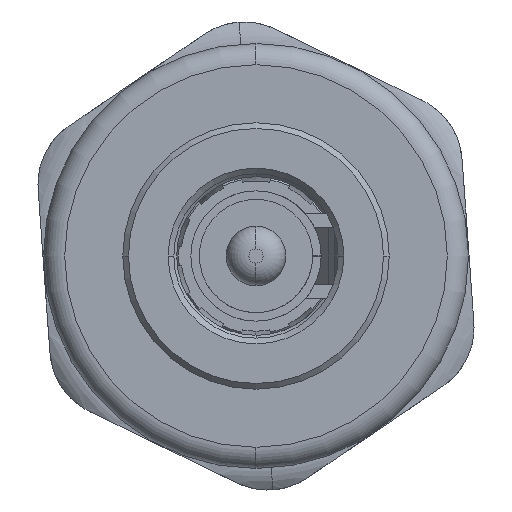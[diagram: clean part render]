
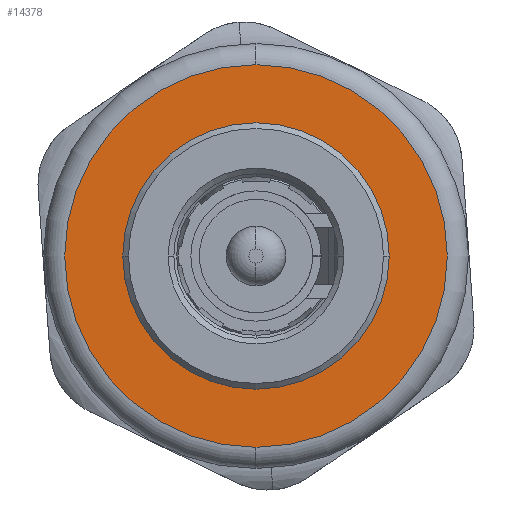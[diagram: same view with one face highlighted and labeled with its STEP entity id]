
A CAD part, left-side view. The second image highlights one B-rep face of the part: STEP entity #14378.
In plain terms, the highlighted planar face has unit normal (-1, 0, 0).
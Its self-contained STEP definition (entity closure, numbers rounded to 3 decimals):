
#310 = ORIENTED_EDGE ( 'NONE', *, *, #2624, .T. ) ;
#502 = DIRECTION ( 'NONE',  ( -1., 0., 0. ) ) ;
#2624 = EDGE_CURVE ( 'NONE', #21040, #12707, #8723, .T. ) ;
#2958 = CIRCLE ( 'NONE', #9034, 6.75 ) ;
#3001 = DIRECTION ( 'NONE',  ( 0., 0., 1. ) ) ;
#3568 = CARTESIAN_POINT ( 'NONE',  ( 0., 0., 6.75 ) ) ;
#3816 = EDGE_LOOP ( 'NONE', ( #310, #20373 ) ) ;
#6354 = CARTESIAN_POINT ( 'NONE',  ( 0., 0., -4.7 ) ) ;
#6707 = AXIS2_PLACEMENT_3D ( 'NONE', #22156, #502, #10126 ) ;
#8341 = CARTESIAN_POINT ( 'NONE',  ( 0., 0., 0. ) ) ;
#8653 = EDGE_CURVE ( 'NONE', #12707, #21040, #2958, .T. ) ;
#8682 = PLANE ( 'NONE',  #12621 ) ;
#8723 = CIRCLE ( 'NONE', #6707, 6.75 ) ;
#9034 = AXIS2_PLACEMENT_3D ( 'NONE', #19437, #22280, #3001 ) ;
#10126 = DIRECTION ( 'NONE',  ( 0., 0., 1. ) ) ;
#12321 = VERTEX_POINT ( 'NONE', #6354 ) ;
#12621 = AXIS2_PLACEMENT_3D ( 'NONE', #13908, #28506, #14066 ) ;
#12707 = VERTEX_POINT ( 'NONE', #20045 ) ;
#12764 = DIRECTION ( 'NONE',  ( 0., 0., 1. ) ) ;
#13908 = CARTESIAN_POINT ( 'NONE',  ( 0., 0., -6.75 ) ) ;
#14066 = DIRECTION ( 'NONE',  ( 0., 0., -1. ) ) ;
#14378 = ADVANCED_FACE ( 'NONE', ( #18785, #15955 ), #8682, .F. ) ;
#14575 = VERTEX_POINT ( 'NONE', #20165 ) ;
#14695 = CARTESIAN_POINT ( 'NONE',  ( 0., 0., 0. ) ) ;
#15955 = FACE_OUTER_BOUND ( 'NONE', #3816, .T. ) ;
#17802 = EDGE_CURVE ( 'NONE', #12321, #14575, #31044, .T. ) ;
#18199 = EDGE_LOOP ( 'NONE', ( #22279, #19667 ) ) ;
#18284 = DIRECTION ( 'NONE',  ( -1., 0., 0. ) ) ;
#18785 = FACE_BOUND ( 'NONE', #18199, .T. ) ;
#19123 = DIRECTION ( 'NONE',  ( -1., 0., 0. ) ) ;
#19437 = CARTESIAN_POINT ( 'NONE',  ( 0., 0., 0. ) ) ;
#19667 = ORIENTED_EDGE ( 'NONE', *, *, #17802, .F. ) ;
#20045 = CARTESIAN_POINT ( 'NONE',  ( 0., 0., -6.75 ) ) ;
#20165 = CARTESIAN_POINT ( 'NONE',  ( 0., 0., 4.7 ) ) ;
#20373 = ORIENTED_EDGE ( 'NONE', *, *, #8653, .T. ) ;
#21040 = VERTEX_POINT ( 'NONE', #3568 ) ;
#21195 = DIRECTION ( 'NONE',  ( 0., 0., 1. ) ) ;
#22054 = AXIS2_PLACEMENT_3D ( 'NONE', #14695, #19123, #21195 ) ;
#22156 = CARTESIAN_POINT ( 'NONE',  ( 0., 0., 0. ) ) ;
#22279 = ORIENTED_EDGE ( 'NONE', *, *, #26706, .F. ) ;
#22280 = DIRECTION ( 'NONE',  ( -1., 0., 0. ) ) ;
#26706 = EDGE_CURVE ( 'NONE', #14575, #12321, #30199, .T. ) ;
#27996 = AXIS2_PLACEMENT_3D ( 'NONE', #8341, #18284, #12764 ) ;
#28506 = DIRECTION ( 'NONE',  ( 1., 0., 0. ) ) ;
#30199 = CIRCLE ( 'NONE', #22054, 4.7 ) ;
#31044 = CIRCLE ( 'NONE', #27996, 4.7 ) ;
